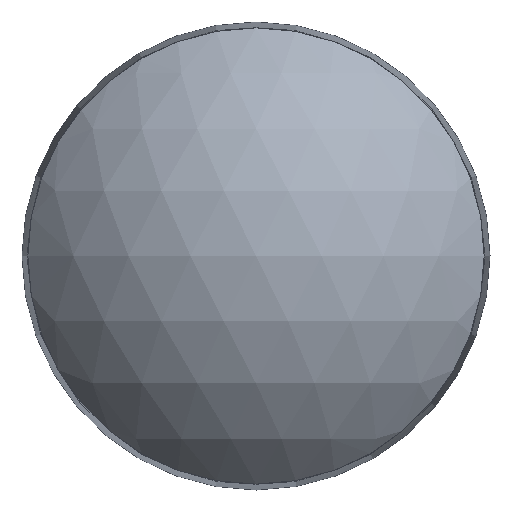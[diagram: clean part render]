
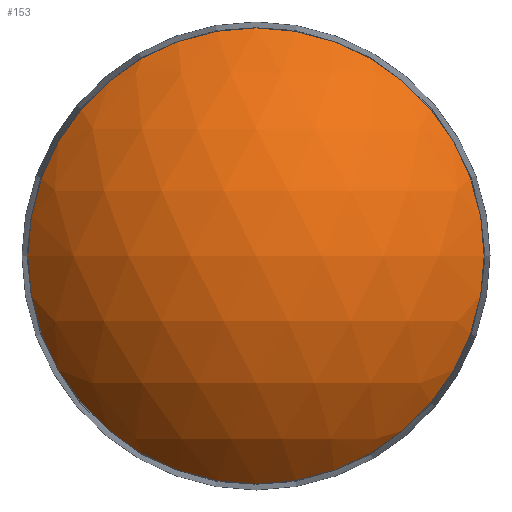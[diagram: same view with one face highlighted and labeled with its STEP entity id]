
A CAD part, left-side view. The second image highlights one B-rep face of the part: STEP entity #153.
In plain terms, the highlighted spherical face has radius 6.1 mm.
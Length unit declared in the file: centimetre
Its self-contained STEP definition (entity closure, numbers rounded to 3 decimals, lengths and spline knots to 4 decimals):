
#17=SPHERICAL_SURFACE('',#174,0.61);
#44=FACE_OUTER_BOUND('',#61,.T.);
#61=EDGE_LOOP('',(#126));
#84=CIRCLE('',#173,0.4875);
#97=VERTEX_POINT('',#261);
#110=EDGE_CURVE('',#97,#97,#84,.T.);
#126=ORIENTED_EDGE('',*,*,#110,.F.);
#153=ADVANCED_FACE('',(#44),#17,.T.);
#173=AXIS2_PLACEMENT_3D('',#262,#210,#211);
#174=AXIS2_PLACEMENT_3D('',#263,#212,#213);
#210=DIRECTION('center_axis',(1.,0.,0.));
#211=DIRECTION('ref_axis',(0.,1.,0.));
#212=DIRECTION('center_axis',(0.,0.,1.));
#213=DIRECTION('ref_axis',(1.,0.,0.));
#261=CARTESIAN_POINT('',(-1.7997,0.6835,0.));
#262=CARTESIAN_POINT('Origin',(-1.7997,0.196,0.));
#263=CARTESIAN_POINT('Origin',(-1.4331,0.196,0.));
